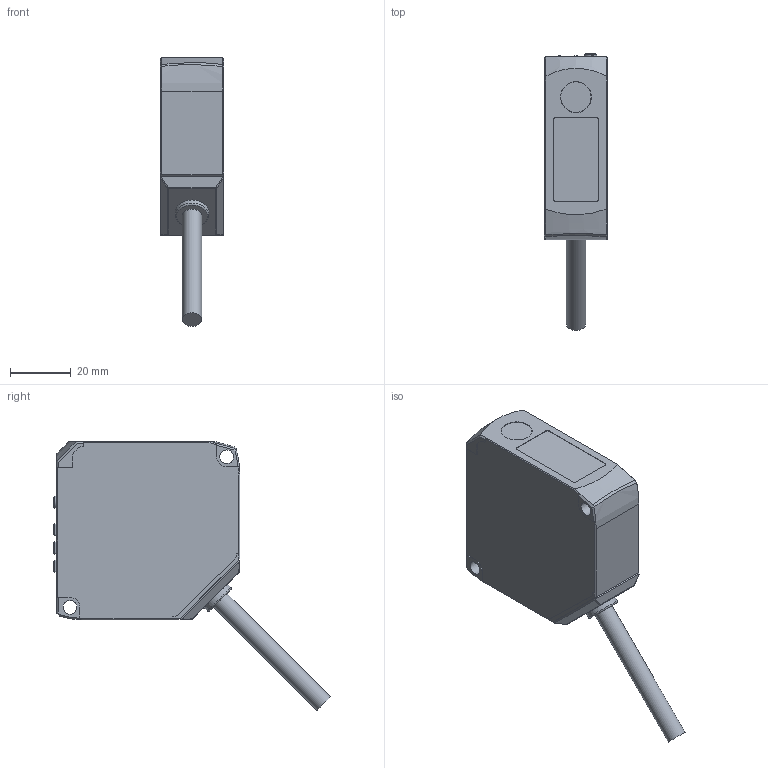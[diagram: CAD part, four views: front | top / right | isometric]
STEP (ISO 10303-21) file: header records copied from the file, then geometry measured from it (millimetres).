
FILE_DESCRIPTION(/* description */ (''),/* implementation_level */ '2;1');
FILE_NAME(/* name */ 'ELCO_OSM61-KL30C2BLIU6-485.stp',/* time_stamp */ '2025-11-03T10:26:09+08:00',/* author */ (''),/* organization */ (''),/* preprocessor_version */ 'ST-DEVELOPER v20',/* originating_system */ 'SIEMENS PLM Software NX2312.1700',/* authorisation */ '');
FILE_SCHEMA (('AP203_CONFIGURATION_CONTROLLED_3D_DESIGN_OF_MECHANICAL_PARTS_AND_ASSEMBLIES_MIM_LF { 1 0 10303 403 2 1 2}'));
Length unit declared in the file: millimetre
Products named in the file (1): ELCO_OSM61-KL30C2BLIU6-485_objects
Bounding box: 20.8 x 90.84 x 88.24 mm (x, y, z)
Volume: 69049.7 mm3; surface area: 14176.5 mm2
Topology: 1 solids, 1 shells, 421 faces, 1124 edges, 737 vertices
Faces by surface type: plane 217, cylinder 124, extrusion 51, cone 17, sphere 7, bspline 4, torus 1
Full cylindrical faces by diameter (mm): 2.2 x1, 4 x1, 4.5 x2, 6.4 x1, 10 x1, 10.2 x1, 11 x1
Entity records: 16829 total; most frequent: CARTESIAN_POINT 3895, ORIENTED_EDGE 2206, DIRECTION 1736, EDGE_CURVE 1103, VERTEX_POINT 731, VECTOR 630, LINE 579, AXIS2_PLACEMENT_3D 553
